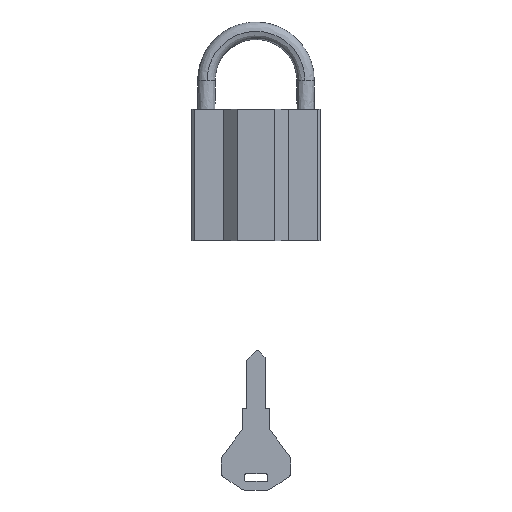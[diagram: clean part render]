
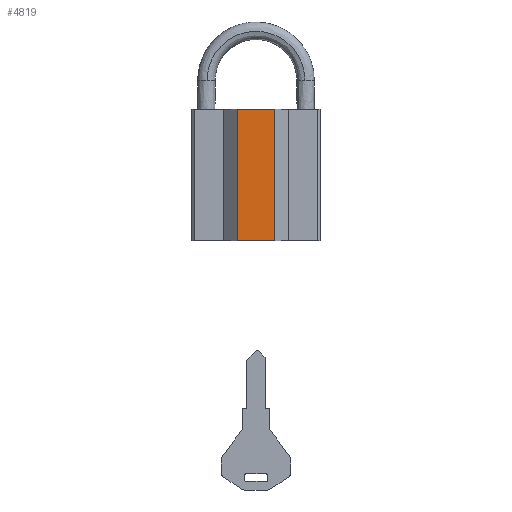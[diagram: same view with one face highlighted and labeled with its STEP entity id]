
A CAD part, front view. The second image highlights one B-rep face of the part: STEP entity #4819.
In plain terms, the highlighted free-form (B-spline) face has degree [1, 1] with [2, 2] control points.
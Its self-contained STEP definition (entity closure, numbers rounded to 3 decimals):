
#4665=CARTESIAN_POINT('',(-6.5,-9.5,45.0));
#4666=VERTEX_POINT('',#4665);
#4674=CARTESIAN_POINT('',(6.5,-9.5,45.0));
#4675=VERTEX_POINT('',#4674);
#4676=CARTESIAN_POINT('',(6.5,-9.5,45.0));
#4677=CARTESIAN_POINT('',(-6.5,-9.5,45.0));
#4678=QUASI_UNIFORM_CURVE('',1,(#4676,#4677),.UNSPECIFIED.,.F.,.U.);
#4679=EDGE_CURVE('',#4675,#4666,#4678,.T.);
#4792=CARTESIAN_POINT('',(-7.149,-9.5,47.248));
#4793=CARTESIAN_POINT('',(-7.149,-9.5,-2.248));
#4794=CARTESIAN_POINT('',(7.149,-9.5,47.248));
#4795=CARTESIAN_POINT('',(7.149,-9.5,-2.248));
#4796=B_SPLINE_SURFACE_WITH_KNOTS('',1,1,((#4792,#4794),(#4793,#4795)),.UNSPECIFIED.,.F.,.F.,.U.,(2,2),(2,2),(0.0,49.496),(0.0,14.299),.UNSPECIFIED.);
#4797=CARTESIAN_POINT('',(6.5,-9.5,0.0));
#4798=VERTEX_POINT('',#4797);
#4799=CARTESIAN_POINT('',(-6.5,-9.5,0.0));
#4800=VERTEX_POINT('',#4799);
#4801=CARTESIAN_POINT('',(6.5,-9.5,0.0));
#4802=CARTESIAN_POINT('',(-6.5,-9.5,0.0));
#4803=QUASI_UNIFORM_CURVE('',1,(#4801,#4802),.UNSPECIFIED.,.F.,.U.);
#4804=EDGE_CURVE('',#4798,#4800,#4803,.T.);
#4805=ORIENTED_EDGE('',*,*,#4804,.F.);
#4806=CARTESIAN_POINT('',(6.5,-9.5,45.0));
#4807=CARTESIAN_POINT('',(6.5,-9.5,0.0));
#4808=QUASI_UNIFORM_CURVE('',1,(#4806,#4807),.UNSPECIFIED.,.F.,.U.);
#4809=EDGE_CURVE('',#4675,#4798,#4808,.T.);
#4810=ORIENTED_EDGE('',*,*,#4809,.F.);
#4811=ORIENTED_EDGE('',*,*,#4679,.T.);
#4812=CARTESIAN_POINT('',(-6.5,-9.5,45.0));
#4813=CARTESIAN_POINT('',(-6.5,-9.5,0.0));
#4814=QUASI_UNIFORM_CURVE('',1,(#4812,#4813),.UNSPECIFIED.,.F.,.U.);
#4815=EDGE_CURVE('',#4666,#4800,#4814,.T.);
#4816=ORIENTED_EDGE('',*,*,#4815,.T.);
#4817=EDGE_LOOP('',(#4805,#4810,#4811,#4816));
#4818=FACE_OUTER_BOUND('',#4817,.T.);
#4819=ADVANCED_FACE('',(#4818),#4796,.T.);
